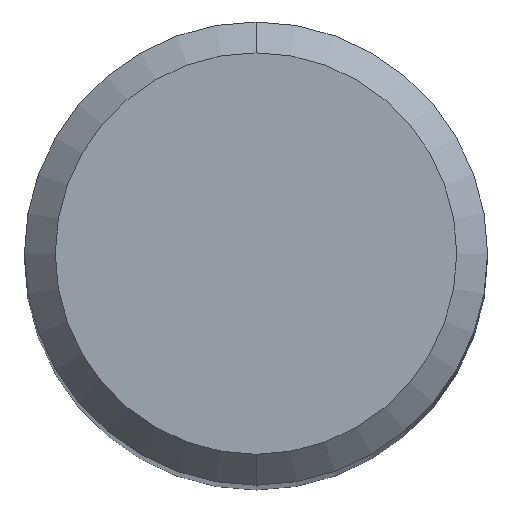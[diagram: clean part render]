
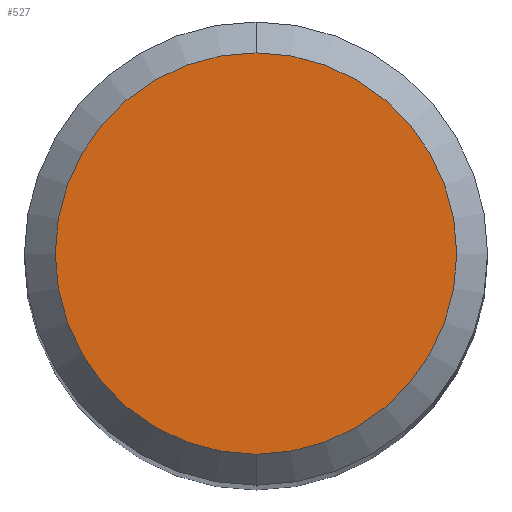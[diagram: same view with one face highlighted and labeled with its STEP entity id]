
A CAD part, top view. The second image highlights one B-rep face of the part: STEP entity #527.
In plain terms, the highlighted planar face has unit normal (0, 0, 1).
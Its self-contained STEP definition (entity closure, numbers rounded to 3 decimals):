
#451=VERTEX_POINT('',#1121);
#505=EDGE_CURVE('',#451,#593,#1182,.T.);
#527=ADVANCED_FACE('',(#1205),#1206,.T.);
#593=VERTEX_POINT('',#1277);
#971=EDGE_CURVE('',#593,#451,#1689,.T.);
#1121=CARTESIAN_POINT('',(0.,-2.6,0.0));
#1182=CIRCLE('',#4073,2.6);
#1205=FACE_OUTER_BOUND('',#4372,.T.);
#1206=PLANE('',#4373);
#1277=CARTESIAN_POINT('',(0.0,2.6,0.0));
#1689=CIRCLE('',#8181,2.6);
#4073=AXIS2_PLACEMENT_3D('',#8426,#8427,#8428);
#4372=EDGE_LOOP('',(#8445,#8446));
#4373=AXIS2_PLACEMENT_3D('',#8447,#8448,#8449);
#8181=AXIS2_PLACEMENT_3D('',#8951,#8952,#8953);
#8426=CARTESIAN_POINT('',(0.0,0.0,0.0));
#8427=DIRECTION('',(0.0,0.0,-1.0));
#8428=DIRECTION('',(0.0,1.0,0.0));
#8445=ORIENTED_EDGE('',*,*,#971,.F.);
#8446=ORIENTED_EDGE('',*,*,#505,.F.);
#8447=CARTESIAN_POINT('',(0.0,1.3,0.0));
#8448=DIRECTION('',(-0.0,0.0,1.0));
#8449=DIRECTION('',(0.0,-1.0,0.0));
#8951=CARTESIAN_POINT('',(0.0,0.0,0.0));
#8952=DIRECTION('',(0.0,0.0,-1.0));
#8953=DIRECTION('',(0.0,1.0,0.0));
